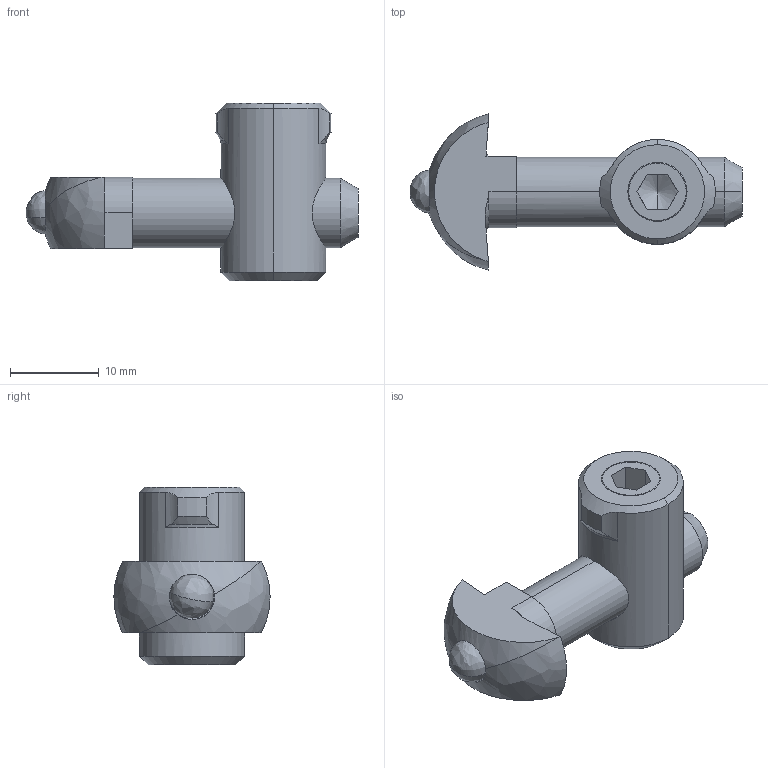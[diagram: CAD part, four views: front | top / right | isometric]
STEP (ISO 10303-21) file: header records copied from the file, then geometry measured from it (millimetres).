
FILE_DESCRIPTION((''),'2;1');
FILE_NAME('SV1021V.stp','2009-11-25T09:45:26',(''),(''),'Mechanical Desktop 2007','Mechanical Desktop 2007',', , ');
FILE_SCHEMA(('CONFIG_CONTROL_DESIGN'));
Length unit declared in the file: millimetre
Products named in the file (9): SV1021VA; SV1021VAA; ME1612101; SV1021V; ME1612109; MK5100000; MK2402100; ME1620011; DK0914080100
Assembly tree (1 placements, depth 2):
  SV1021VA
    SV1021VAA
  ME1612101
  SV1021V
  ME1612109
  MK5100000
Bounding box: 37.31 x 17.55 x 20 mm (x, y, z)
Volume: 3578.2 mm3; surface area: 2983.3 mm2
Topology: 5 solids, 5 shells, 74 faces, 195 edges, 123 vertices
Faces by surface type: plane 23, cylinder 20, cone 20, bspline 11
Entity records: 6324 total; most frequent: CARTESIAN_POINT 4004, ORIENTED_EDGE 374, DIRECTION 324, EDGE_CURVE 187, AXIS2_PLACEMENT_3D 129, VERTEX_POINT 123, EDGE_LOOP 80, FACE_OUTER_BOUND 74
